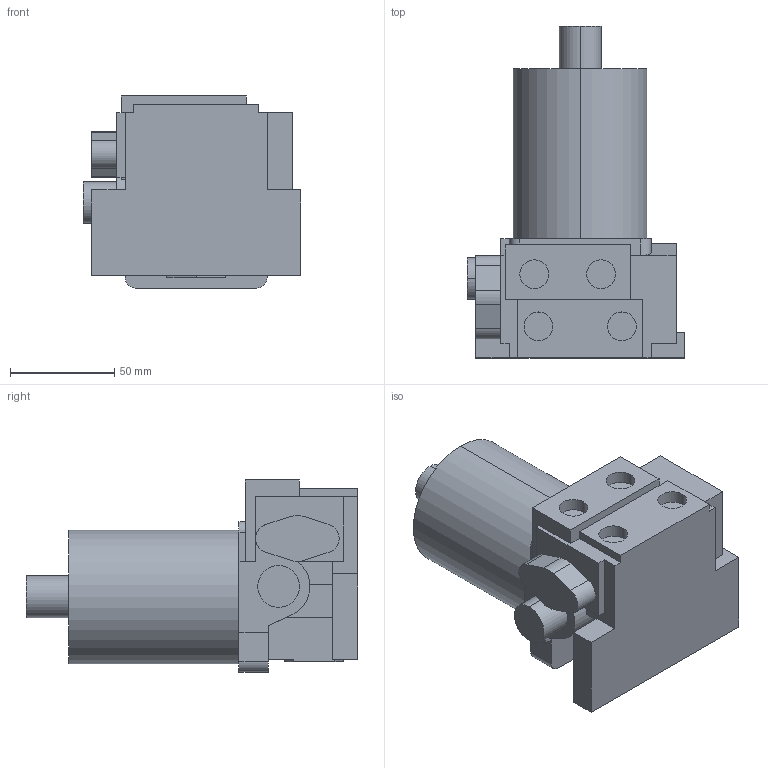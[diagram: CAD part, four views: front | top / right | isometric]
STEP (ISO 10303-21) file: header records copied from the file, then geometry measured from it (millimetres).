
FILE_DESCRIPTION (( 'STEP AP214' ), '1' );
FILE_NAME ('MVW2D-8A.STEP', '2025-09-02T07:59:57', ( '' ), ( '' ), 'SwSTEP 2.0', 'SolidWorks 2023', '' );
FILE_SCHEMA (( 'AUTOMOTIVE_DESIGN' ));
Length unit declared in the file: millimetre
Products named in the file (1): MVW2D-8A
Bounding box: 104 x 159 x 92 mm (x, y, z)
Volume: 614514.2 mm3; surface area: 59413.8 mm2
Topology: 1 solids, 1 shells, 101 faces, 269 edges, 177 vertices
Faces by surface type: plane 76, cylinder 25
Entity records: 3142 total; most frequent: CARTESIAN_POINT 551, ORIENTED_EDGE 538, DIRECTION 524, EDGE_CURVE 269, VECTOR 216, LINE 216, VERTEX_POINT 177, AXIS2_PLACEMENT_3D 154
